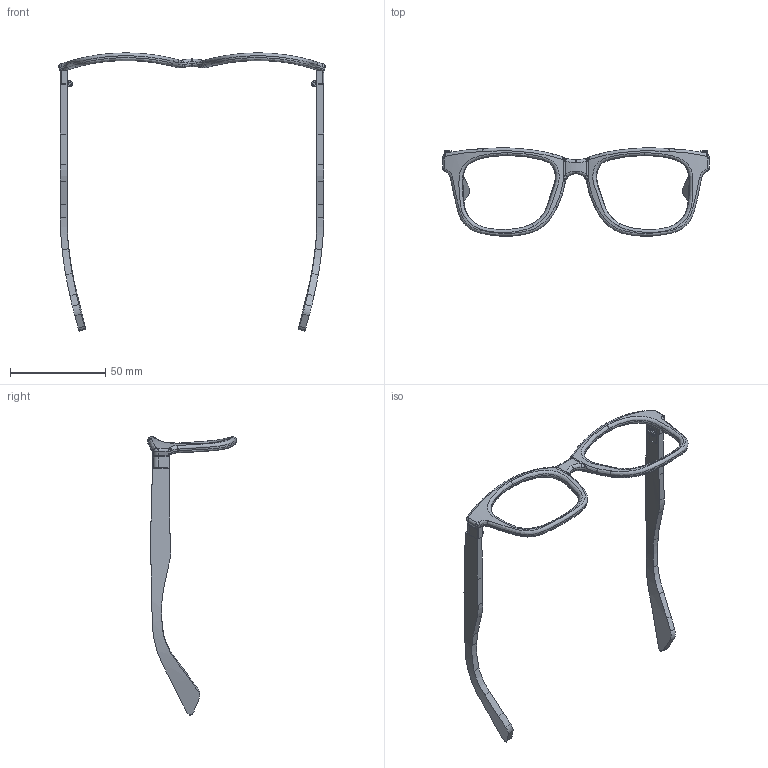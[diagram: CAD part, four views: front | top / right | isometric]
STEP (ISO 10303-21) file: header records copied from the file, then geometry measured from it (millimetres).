
FILE_DESCRIPTION(('CATIA V5 STEP Exchange'),'2;1');
FILE_NAME('Zenni125221_hingesV2.stp','2022-03-22T14:49:44+00:00',('none'),('none'),'CATIA Version 5 Release 20 GA (IN-10)','CATIA V5 STEP AP203','none');
FILE_SCHEMA(('CONFIG_CONTROL_DESIGN'));
Length unit declared in the file: millimetre
Products named in the file (1): Product7
Assembly tree (5 placements, depth 2):
  Product7
    #58
    #20077
    #23018
    #25142
    #28083
Bounding box: 140.38 x 46.56 x 146.28 mm (x, y, z)
Volume: 14528.1 mm3; surface area: 12691.1 mm2
Topology: 9 solids, 9 shells, 427 faces, 1087 edges, 648 vertices
Faces by surface type: bspline 230, plane 94, cylinder 79, sphere 22, torus 2
Entity records: 30186 total; most frequent: CARTESIAN_POINT 21941, ORIENTED_EDGE 2130, EDGE_CURVE 1065, DIRECTION 828, VERTEX_POINT 648, B_SPLINE_CURVE_WITH_KNOTS 641, EDGE_LOOP 447, ADVANCED_FACE 427
